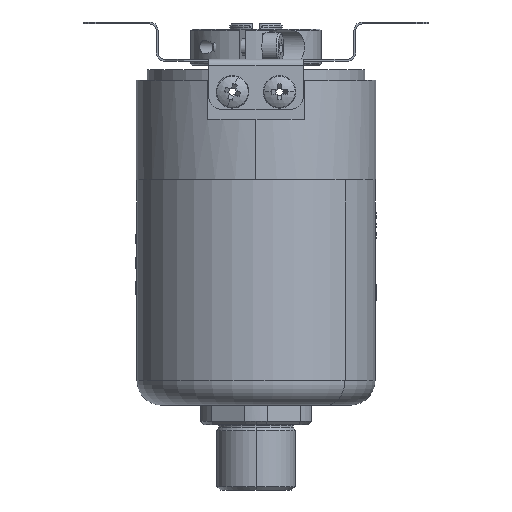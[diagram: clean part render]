
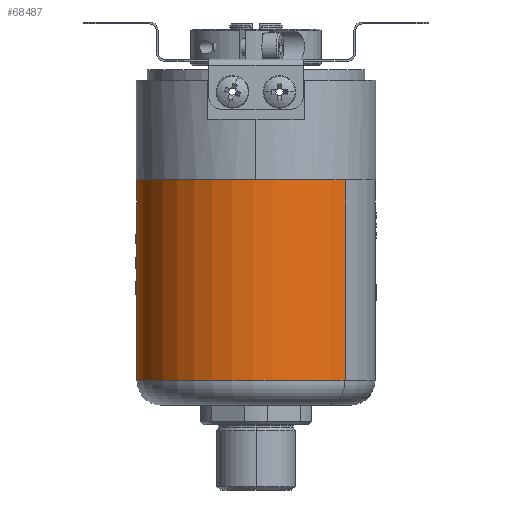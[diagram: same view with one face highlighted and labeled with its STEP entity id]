
A CAD part, left-side view. The second image highlights one B-rep face of the part: STEP entity #68487.
In plain terms, the highlighted cylindrical face has radius 18.25 mm (diameter 36.5 mm), a partial arc.
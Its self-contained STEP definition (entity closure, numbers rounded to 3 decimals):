
#47 = ORIENTED_EDGE ( 'NONE', *, *, #62003, .T. ) ;
#236 = LINE ( 'NONE', #80719, #74776 ) ;
#406 = DIRECTION ( 'NONE',  ( -0.664, -0.747, 0. ) ) ;
#2530 = EDGE_CURVE ( 'NONE', #16829, #77933, #13829, .T. ) ;
#4203 = EDGE_CURVE ( 'NONE', #66437, #77933, #236, .T. ) ;
#7112 = DIRECTION ( 'NONE',  ( 0., 0., -1. ) ) ;
#13829 = CIRCLE ( 'NONE', #36512, 18.25 ) ;
#16829 = VERTEX_POINT ( 'NONE', #72214 ) ;
#20653 = CARTESIAN_POINT ( 'NONE',  ( -12.126, -13.639, -16.9 ) ) ;
#22185 = CARTESIAN_POINT ( 'NONE',  ( 0., 0., -16.9 ) ) ;
#22480 = AXIS2_PLACEMENT_3D ( 'NONE', #76712, #7112, #406 ) ;
#23388 = ORIENTED_EDGE ( 'NONE', *, *, #4203, .F. ) ;
#29224 = DIRECTION ( 'NONE',  ( 0.664, 0.747, 0. ) ) ;
#36512 = AXIS2_PLACEMENT_3D ( 'NONE', #37408, #86415, #44469 ) ;
#37408 = CARTESIAN_POINT ( 'NONE',  ( 0., 0., -47.6 ) ) ;
#40423 = CARTESIAN_POINT ( 'NONE',  ( 12.126, 13.639, -16.9 ) ) ;
#42430 = CYLINDRICAL_SURFACE ( 'NONE', #22480, 18.25 ) ;
#44469 = DIRECTION ( 'NONE',  ( -0.664, -0.747, 0. ) ) ;
#44533 = VERTEX_POINT ( 'NONE', #56376 ) ;
#49629 = AXIS2_PLACEMENT_3D ( 'NONE', #22185, #71211, #29224 ) ;
#49707 = VECTOR ( 'NONE', #61535, 1000. ) ;
#54203 = EDGE_LOOP ( 'NONE', ( #60778, #47, #76139, #23388 ) ) ;
#56376 = CARTESIAN_POINT ( 'NONE',  ( 12.126, 13.639, -16.9 ) ) ;
#60778 = ORIENTED_EDGE ( 'NONE', *, *, #61212, .F. ) ;
#61212 = EDGE_CURVE ( 'NONE', #44533, #66437, #64098, .T. ) ;
#61535 = DIRECTION ( 'NONE',  ( 0., 0., -1. ) ) ;
#62003 = EDGE_CURVE ( 'NONE', #44533, #16829, #68299, .T. ) ;
#64098 = CIRCLE ( 'NONE', #49629, 18.25 ) ;
#64929 = CARTESIAN_POINT ( 'NONE',  ( -12.126, -13.639, -47.6 ) ) ;
#66437 = VERTEX_POINT ( 'NONE', #20653 ) ;
#66989 = DIRECTION ( 'NONE',  ( 0., 0., -1. ) ) ;
#68299 = LINE ( 'NONE', #40423, #49707 ) ;
#68487 = ADVANCED_FACE ( 'NONE', ( #86280 ), #42430, .T. ) ;
#71211 = DIRECTION ( 'NONE',  ( 0., 0., 1. ) ) ;
#72214 = CARTESIAN_POINT ( 'NONE',  ( 12.126, 13.639, -47.6 ) ) ;
#74776 = VECTOR ( 'NONE', #66989, 1000. ) ;
#76139 = ORIENTED_EDGE ( 'NONE', *, *, #2530, .T. ) ;
#76712 = CARTESIAN_POINT ( 'NONE',  ( 0., 0., -16.9 ) ) ;
#77933 = VERTEX_POINT ( 'NONE', #64929 ) ;
#80719 = CARTESIAN_POINT ( 'NONE',  ( -12.126, -13.639, -16.9 ) ) ;
#86280 = FACE_OUTER_BOUND ( 'NONE', #54203, .T. ) ;
#86415 = DIRECTION ( 'NONE',  ( 0., 0., 1. ) ) ;
